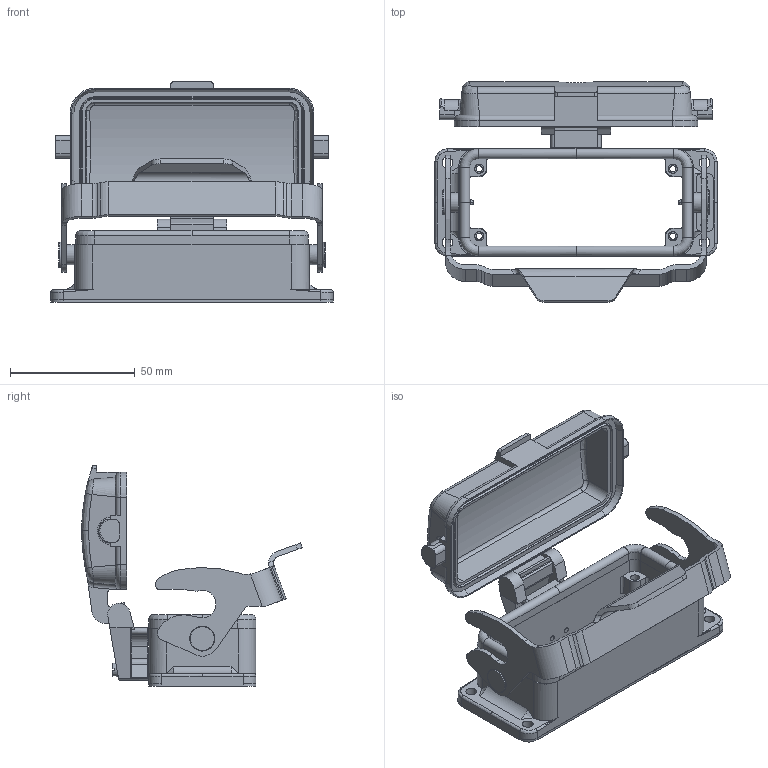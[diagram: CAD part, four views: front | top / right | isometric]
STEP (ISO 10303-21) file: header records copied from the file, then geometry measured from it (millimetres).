
FILE_DESCRIPTION(/* description */ (''),/* implementation_level */ '2;1');
FILE_NAME(/* name */ 'c146 10f016 003 1nxc001-03.stp',/* time_stamp */ '2019-02-28T11:18:35+01:00',/* author */ (''),/* organization */ (''),/* preprocessor_version */ 'ST-DEVELOPER v16.7',/* originating_system */ 'SIEMENS PLM Software NX 12.0',/* authorisation */ '');
FILE_SCHEMA (('AUTOMOTIVE_DESIGN { 1 0 10303 214 3 1 1 1 }'));
Length unit declared in the file: millimetre
Products named in the file (1): MBer2AE08333ms44
Bounding box: 113 x 88.36 x 88.15 mm (x, y, z)
Volume: 68188.7 mm3; surface area: 49121.6 mm2
Topology: 1 solids, 1 shells, 744 faces, 1984 edges, 1267 vertices
Faces by surface type: plane 343, cylinder 202, bspline 165, cone 18, torus 10, revolution 4, extrusion 2
Full cylindrical faces by diameter (mm): 2.5 x4, 2.9 x2, 3 x6, 4 x3, 4.3 x4, 4.5 x4, 5.5 x2, 8 x2, 10 x2, 16.5 x1
Entity records: 25632 total; most frequent: CARTESIAN_POINT 8687, ORIENTED_EDGE 3796, DIRECTION 3117, EDGE_CURVE 1898, VERTEX_POINT 1248, AXIS2_PLACEMENT_3D 1057, VECTOR 999, LINE 997
